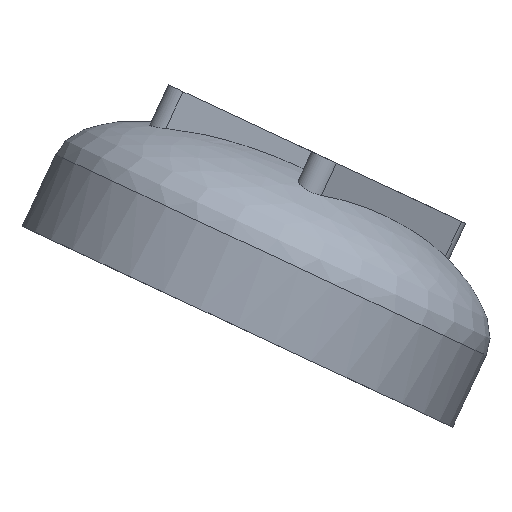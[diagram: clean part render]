
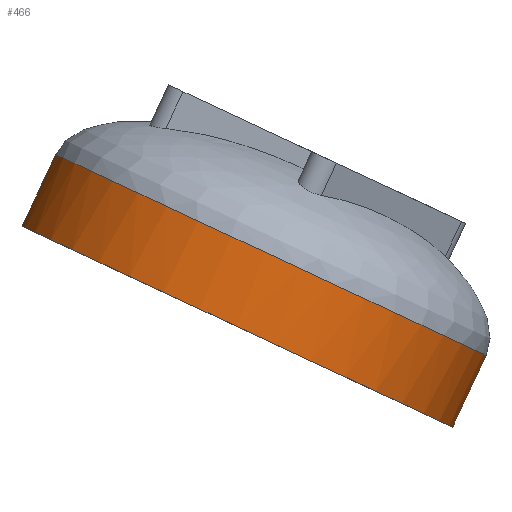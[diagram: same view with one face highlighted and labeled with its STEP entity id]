
A CAD part, left-side view. The second image highlights one B-rep face of the part: STEP entity #466.
In plain terms, the highlighted cylindrical face has radius 7.5 mm (diameter 15 mm), a full revolution.
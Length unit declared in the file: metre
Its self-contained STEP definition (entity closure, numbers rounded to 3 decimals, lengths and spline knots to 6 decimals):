
#102=B_SPLINE_CURVE_WITH_KNOTS('',3,(#662,#663,#664,#665,#666,#667,#668,
#669,#670,#671,#672),.UNSPECIFIED.,.T.,.F.,(1,1,1,1,1,1,1,1,1,1,1,1,1,1,
1),(-0.375,-0.25,-0.125,0.,0.125,0.25,0.375,0.5,0.625,0.75,0.875,1.,1.125,
1.25,1.375),.UNSPECIFIED.);
#127=ORIENTED_EDGE('',*,*,#263,.T.);
#128=ORIENTED_EDGE('',*,*,#264,.T.);
#263=EDGE_CURVE('',#331,#331,#102,.T.);
#264=EDGE_CURVE('',#332,#332,#378,.T.);
#331=VERTEX_POINT('',#673);
#332=VERTEX_POINT('',#675);
#378=CIRCLE('',#511,0.0075);
#388=EDGE_LOOP('',(#127));
#389=EDGE_LOOP('',(#128));
#423=FACE_BOUND('',#388,.T.);
#424=FACE_BOUND('',#389,.T.);
#457=CYLINDRICAL_SURFACE('',#510,0.0075);
#466=ADVANCED_FACE('',(#423,#424),#457,.T.);
#510=AXIS2_PLACEMENT_3D('',#661,#552,#553);
#511=AXIS2_PLACEMENT_3D('',#674,#554,#555);
#552=DIRECTION('',(0.,-0.423,0.906));
#553=DIRECTION('',(0.,-0.906,-0.423));
#554=DIRECTION('',(0.,-0.423,0.906));
#555=DIRECTION('',(0.,-0.906,-0.423));
#661=CARTESIAN_POINT('',(-0.006978,-0.038457,0.055657));
#662=CARTESIAN_POINT('',(-0.0011,-0.04484,0.055439));
#663=CARTESIAN_POINT('',(-0.006978,-0.047046,0.05441));
#664=CARTESIAN_POINT('',(-0.012855,-0.04484,0.055439));
#665=CARTESIAN_POINT('',(-0.015289,-0.039513,0.057923));
#666=CARTESIAN_POINT('',(-0.012855,-0.034187,0.060406));
#667=CARTESIAN_POINT('',(-0.006978,-0.03198,0.061435));
#668=CARTESIAN_POINT('',(-0.0011,-0.034187,0.060406));
#669=CARTESIAN_POINT('',(0.001334,-0.039513,0.057923));
#670=CARTESIAN_POINT('',(-0.0011,-0.04484,0.055439));
#671=CARTESIAN_POINT('',(-0.006978,-0.047046,0.05441));
#672=CARTESIAN_POINT('',(-0.012855,-0.04484,0.055439));
#673=CARTESIAN_POINT('',(-0.006978,-0.046311,0.054753));
#674=CARTESIAN_POINT('',(-0.006978,-0.038457,0.055657));
#675=CARTESIAN_POINT('',(-0.006978,-0.045254,0.052487));
